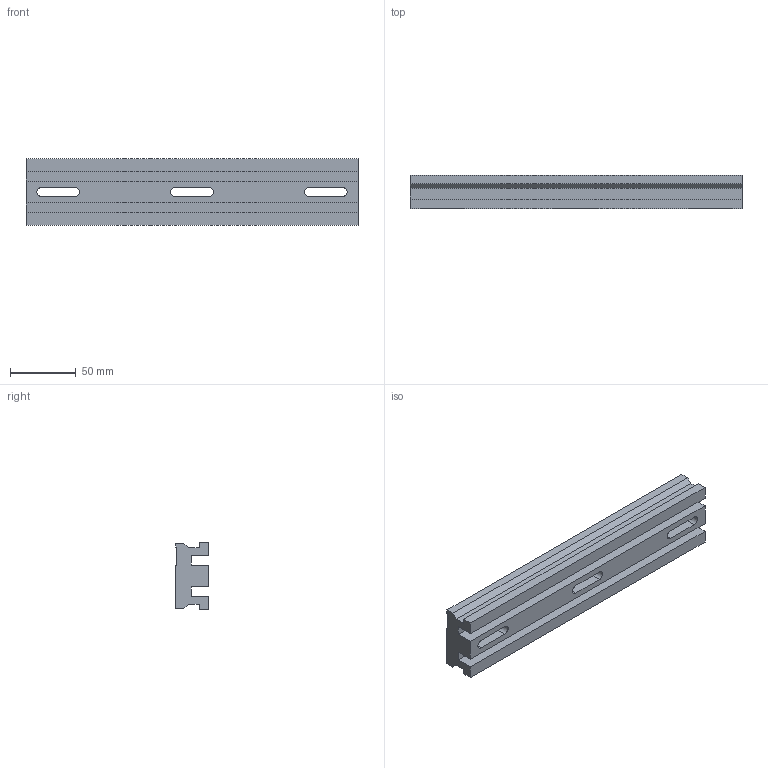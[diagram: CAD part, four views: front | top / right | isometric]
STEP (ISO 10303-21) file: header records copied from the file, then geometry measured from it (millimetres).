
FILE_DESCRIPTION (( 'STEP AP203' ), '1' );
FILE_NAME ('ORL-25.step', '2017-01-11T07:22:03', ( '¦K¬P' ), ( '' ), 'SwSTEP 2.0', 'SolidWorks 2012', '' );
FILE_SCHEMA (( 'CONFIG_CONTROL_DESIGN' ));
Products named in the file (1): ORL-25
Bounding box: 252 x 25 x 50.8 mm (x, y, z)
Volume: 226819.6 mm3; surface area: 60942.9 mm2
Topology: 1 solids, 1 shells, 1551 faces, 4470 edges, 2980 vertices
Faces by surface type: plane 1322, bspline 217, cylinder 12
Entity records: 62603 total; most frequent: CARTESIAN_POINT 23227, ORIENTED_EDGE 8940, DIRECTION 6730, EDGE_CURVE 4470, LINE 4012, VECTOR 4012, VERTEX_POINT 2980, EDGE_LOOP 1616
